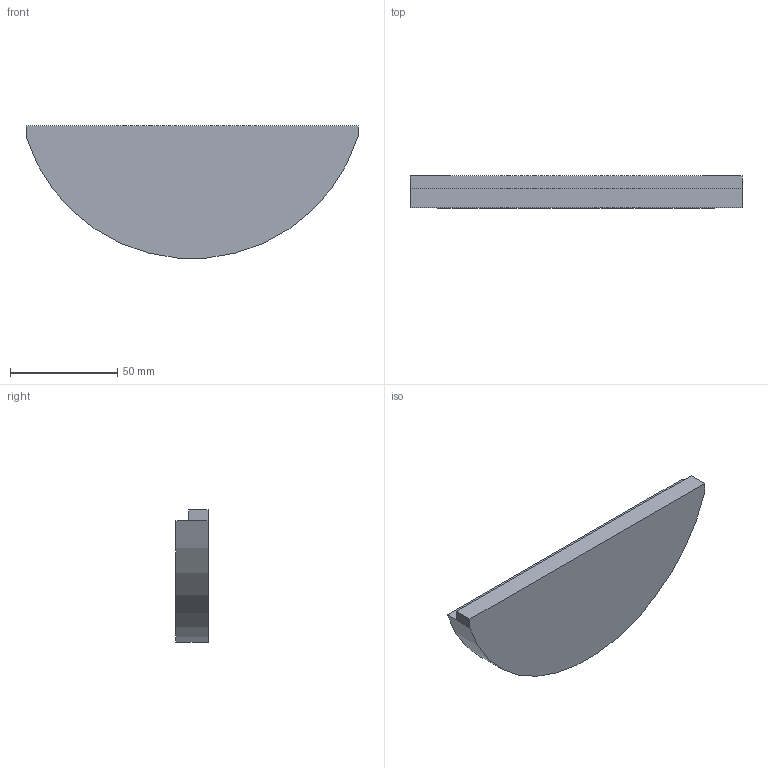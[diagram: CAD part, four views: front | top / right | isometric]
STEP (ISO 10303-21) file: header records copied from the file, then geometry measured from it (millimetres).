
FILE_DESCRIPTION(/* description */ (''),/* implementation_level */ '2;1');
FILE_NAME(/* name */ 'DRONE SIDES v23.step',/* time_stamp */ '2024-08-07T15:44:52-06:00',/* author */ (''),/* organization */ (''),/* preprocessor_version */ 'ST-DEVELOPER v20',/* originating_system */ 'Autodesk Translation Framework v13.14.0.145',/* authorisation */ '');
FILE_SCHEMA (('AUTOMOTIVE_DESIGN { 1 0 10303 214 3 1 1 }'));
Length unit declared in the file: millimetre
Products named in the file (1): DRONE SIDES
Bounding box: 155 x 14.95 x 61.64 mm (x, y, z)
Volume: 103803.9 mm3; surface area: 19987 mm2
Topology: 1 solids, 1 shells, 8 faces, 16 edges, 10 vertices
Faces by surface type: plane 7, cylinder 1
Entity records: 239 total; most frequent: DIRECTION 36, CARTESIAN_POINT 35, ORIENTED_EDGE 32, EDGE_CURVE 16, LINE 14, VECTOR 14, AXIS2_PLACEMENT_3D 11, VERTEX_POINT 10
